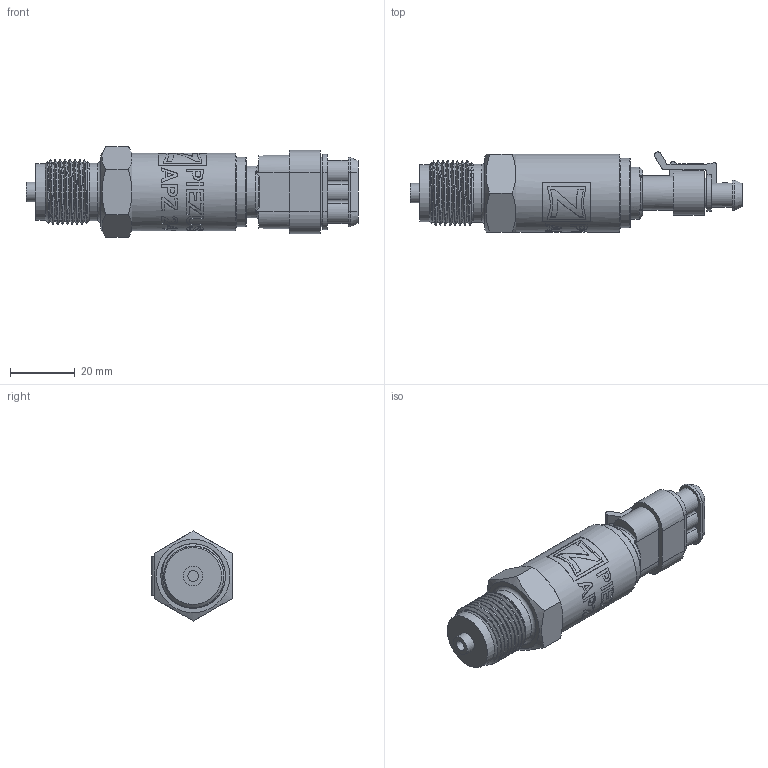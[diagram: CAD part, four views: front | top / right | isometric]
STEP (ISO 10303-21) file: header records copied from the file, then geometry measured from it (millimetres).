
FILE_DESCRIPTION(/* description */ (''),/* implementation_level */ '2;1');
FILE_NAME(/* name */ 'APZ2412_M20x1,5EN_AMP.step',/* time_stamp */ '2021-07-19T10:28:34+03:00',/* author */ (''),/* organization */ (''),/* preprocessor_version */ 'ST-DEVELOPER v18.1',/* originating_system */ 'Autodesk Translation Framework v10.9.0.1377',/* authorisation */ '');
FILE_SCHEMA (('AUTOMOTIVE_DESIGN { 1 0 10303 214 3 1 1 }'));
Products named in the file (6): АПЗ 2422 (2412,2410) - filled; M20x1,5 EN; Стакан; Адаптер AMP; Superseal male v3; Superseal female v3
Assembly tree (5 placements, depth 2):
  АПЗ 2422 (2412,2410) - filled
    M20x1,5 EN
    Стакан
    Адаптер AMP
    Superseal male v3
    Superseal female v3
Bounding box: 102.18 x 24.7 x 27.71 mm (x, y, z)
Volume: 31952.6 mm3; surface area: 17143.1 mm2
Topology: 12 solids, 12 shells, 1336 faces, 3578 edges, 2330 vertices
Faces by surface type: plane 682, bspline 279, cylinder 265, torus 83, cone 27
Full cylindrical faces by diameter (mm): 1 x3, 3.3 x1, 3.4 x6, 3.9 x3, 4.4 x6, 5.5 x3, 5.9 x3, 6 x1, 16 x1, 17.5 x1, 17.8 x1, 18.137 x8, 18.25 x1, 19.15 x1, 19.85 x7, 20.85 x2, 21.35 x1, 24 x1
Entity records: 51042 total; most frequent: CARTESIAN_POINT 18984, ORIENTED_EDGE 7156, DIRECTION 5745, EDGE_CURVE 3578, VERTEX_POINT 2330, LINE 2111, VECTOR 2111, AXIS2_PLACEMENT_3D 1817
